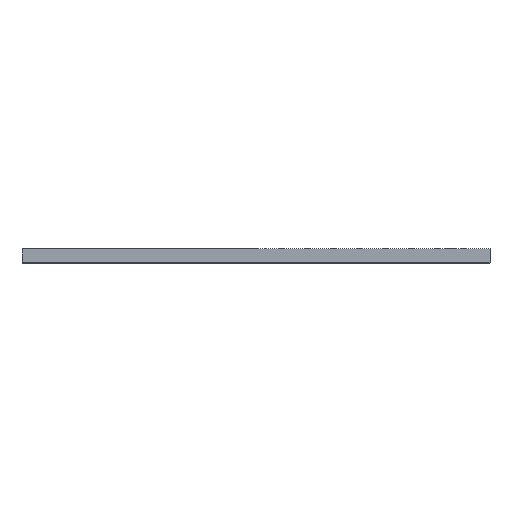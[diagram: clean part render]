
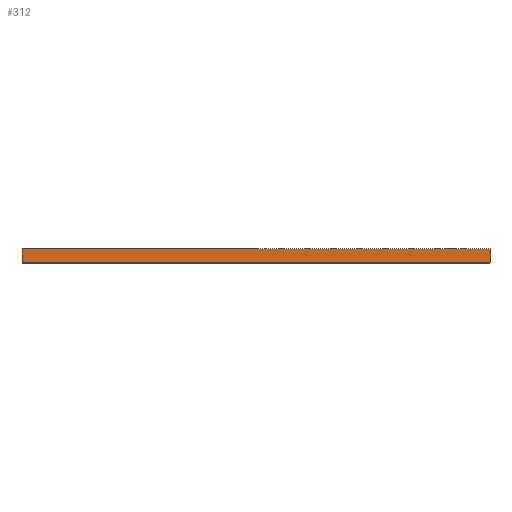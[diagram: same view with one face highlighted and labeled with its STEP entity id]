
A CAD part, top view. The second image highlights one B-rep face of the part: STEP entity #312.
In plain terms, the highlighted planar face has unit normal (0, 0, 1).
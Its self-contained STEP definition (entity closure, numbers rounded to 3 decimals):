
#215 = ORIENTED_EDGE ( 'NONE', *, *, #5686, .F. ) ;
#312 = ADVANCED_FACE ( 'NONE', ( #5252 ), #10211, .F. ) ;
#340 = CARTESIAN_POINT ( 'NONE',  ( -225., 0., 225. ) ) ;
#505 = ORIENTED_EDGE ( 'NONE', *, *, #1145, .F. ) ;
#572 = AXIS2_PLACEMENT_3D ( 'NONE', #10115, #6925, #9373 ) ;
#933 = ORIENTED_EDGE ( 'NONE', *, *, #4531, .T. ) ;
#1122 = LINE ( 'NONE', #5296, #3750 ) ;
#1145 = EDGE_CURVE ( 'NONE', #7410, #6256, #2125, .T. ) ;
#1404 = VERTEX_POINT ( 'NONE', #2497 ) ;
#1592 = EDGE_CURVE ( 'NONE', #1404, #9008, #8249, .T. ) ;
#2034 = LINE ( 'NONE', #8414, #9233 ) ;
#2125 = LINE ( 'NONE', #4534, #6051 ) ;
#2497 = CARTESIAN_POINT ( 'NONE',  ( -225., 0., 225. ) ) ;
#3750 = VECTOR ( 'NONE', #4465, 1000. ) ;
#3832 = VECTOR ( 'NONE', #4274, 1000. ) ;
#3904 = DIRECTION ( 'NONE',  ( 1., 0., 0. ) ) ;
#4274 = DIRECTION ( 'NONE',  ( 1., 0., 0. ) ) ;
#4465 = DIRECTION ( 'NONE',  ( 0., 1., 0. ) ) ;
#4531 = EDGE_CURVE ( 'NONE', #9008, #6256, #2034, .T. ) ;
#4534 = CARTESIAN_POINT ( 'NONE',  ( 0., 13., 225. ) ) ;
#5252 = FACE_OUTER_BOUND ( 'NONE', #5451, .T. ) ;
#5296 = CARTESIAN_POINT ( 'NONE',  ( -225., 13., 225. ) ) ;
#5451 = EDGE_LOOP ( 'NONE', ( #933, #505, #215, #8479 ) ) ;
#5607 = CARTESIAN_POINT ( 'NONE',  ( 225., 0., 225. ) ) ;
#5686 = EDGE_CURVE ( 'NONE', #1404, #7410, #1122, .T. ) ;
#6051 = VECTOR ( 'NONE', #3904, 1000. ) ;
#6256 = VERTEX_POINT ( 'NONE', #7546 ) ;
#6925 = DIRECTION ( 'NONE',  ( 0., 0., -1. ) ) ;
#7410 = VERTEX_POINT ( 'NONE', #10124 ) ;
#7546 = CARTESIAN_POINT ( 'NONE',  ( 225., 13., 225. ) ) ;
#8249 = LINE ( 'NONE', #340, #3832 ) ;
#8414 = CARTESIAN_POINT ( 'NONE',  ( 225., 13., 225. ) ) ;
#8479 = ORIENTED_EDGE ( 'NONE', *, *, #1592, .T. ) ;
#9008 = VERTEX_POINT ( 'NONE', #5607 ) ;
#9233 = VECTOR ( 'NONE', #10035, 1000. ) ;
#9373 = DIRECTION ( 'NONE',  ( -1., 0., 0. ) ) ;
#10035 = DIRECTION ( 'NONE',  ( 0., 1., 0. ) ) ;
#10115 = CARTESIAN_POINT ( 'NONE',  ( -225., 13., 225. ) ) ;
#10124 = CARTESIAN_POINT ( 'NONE',  ( -225., 13., 225. ) ) ;
#10211 = PLANE ( 'NONE',  #572 ) ;
